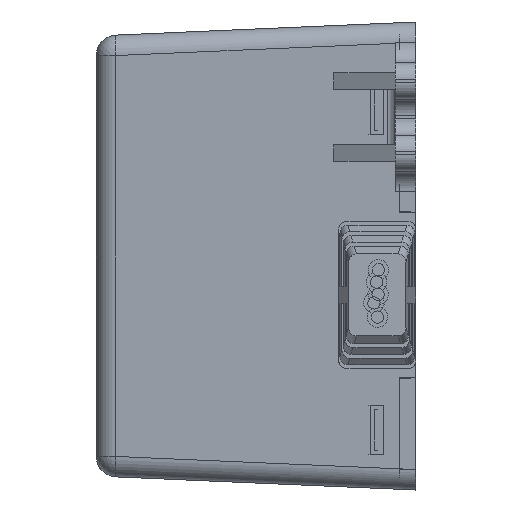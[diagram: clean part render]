
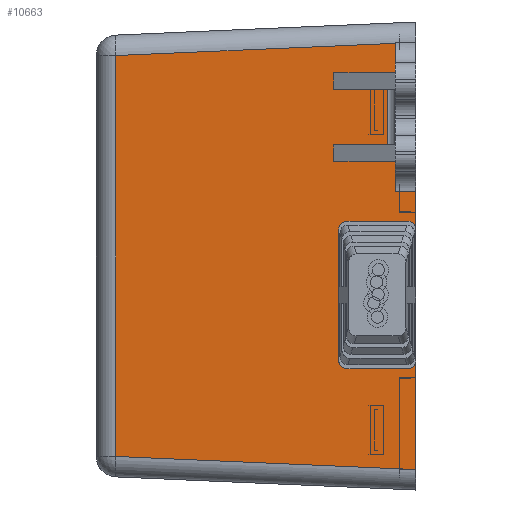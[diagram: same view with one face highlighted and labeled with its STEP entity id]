
A CAD part, left-side view. The second image highlights one B-rep face of the part: STEP entity #10663.
In plain terms, the highlighted planar face has unit normal (-0.999, 0.044, 0).
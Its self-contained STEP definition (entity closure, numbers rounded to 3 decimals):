
#1572=CARTESIAN_POINT('',(-47.303,-32.1,-26.105));
#1580=DIRECTION('',(0.,0.,1.));
#1581=VECTOR('',#1580,13.855);
#1582=CARTESIAN_POINT('',(-47.303,-32.1,-26.105));
#1583=LINE('',#1582,#1581);
#1684=DIRECTION('',(0.,0.,1.));
#1685=VECTOR('',#1684,5.153);
#1686=CARTESIAN_POINT('',(-47.303,-32.1,2.65));
#1687=LINE('',#1686,#1685);
#2063=DIRECTION('',(0.,0.,1.));
#2064=VECTOR('',#2063,6.8);
#2065=CARTESIAN_POINT('',(-47.152,-28.644,
13.503));
#2066=LINE('',#2065,#2064);
#2067=DIRECTION('',(-0.044,-0.999,0.));
#2068=VECTOR('',#2067,6.545);
#2069=CARTESIAN_POINT('',(-46.866,-22.105,
13.503));
#2070=LINE('',#2069,#2068);
#2071=DIRECTION('',(0.,0.,-1.));
#2072=VECTOR('',#2071,2.);
#2073=CARTESIAN_POINT('',(-46.866,-22.105,
13.503));
#2074=LINE('',#2073,#2072);
#2075=DIRECTION('',(-0.044,-0.999,0.));
#2076=VECTOR('',#2075,7.502);
#2077=CARTESIAN_POINT('',(-46.866,-22.105,
11.503));
#2078=LINE('',#2077,#2076);
#2079=DIRECTION('',(-0.044,-0.999,0.));
#2080=VECTOR('',#2079,2.502);
#2081=CARTESIAN_POINT('',(-47.194,-29.6,7.803));
#2082=LINE('',#2081,#2080);
#2083=DIRECTION('',(0.044,0.999,0.));
#2084=VECTOR('',#2083,8.608);
#2085=CARTESIAN_POINT('',(-47.303,-32.1,2.65));
#2086=LINE('',#2085,#2084);
#2087=DIRECTION('',(0.,0.,1.));
#2088=VECTOR('',#2087,14.9);
#2089=CARTESIAN_POINT('',(-46.927,-23.5,-12.25));
#2090=LINE('',#2089,#2088);
#2091=DIRECTION('',(0.044,0.999,0.));
#2092=VECTOR('',#2091,8.608);
#2093=CARTESIAN_POINT('',(-47.303,-32.1,-12.25));
#2094=LINE('',#2093,#2092);
#2095=DIRECTION('',(-0.044,-0.998,-0.044));
#2096=VECTOR('',#2095,36.679);
#2097=CARTESIAN_POINT('',(-45.704,4.509,
-24.507));
#2098=LINE('',#2097,#2096);
#2099=DIRECTION('',(0.,0.,1.));
#2100=VECTOR('',#2099,48.914);
#2101=CARTESIAN_POINT('',(-45.704,4.509,
-24.507));
#2102=LINE('',#2101,#2100);
#2103=DIRECTION('',(-0.044,-0.998,0.044));
#2104=VECTOR('',#2103,34.174);
#2105=CARTESIAN_POINT('',(-45.704,4.509,24.407));
#2106=LINE('',#2105,#2104);
#2107=DIRECTION('',(-0.044,-0.999,0.));
#2108=VECTOR('',#2107,7.502);
#2109=CARTESIAN_POINT('',(-46.866,-22.105,
22.303));
#2110=LINE('',#2109,#2108);
#2111=DIRECTION('',(0.,0.,1.));
#2112=VECTOR('',#2111,2.);
#2113=CARTESIAN_POINT('',(-46.866,-22.105,
20.303));
#2114=LINE('',#2113,#2112);
#2115=DIRECTION('',(-0.044,-0.999,0.));
#2116=VECTOR('',#2115,6.545);
#2117=CARTESIAN_POINT('',(-46.866,-22.105,
20.303));
#2118=LINE('',#2117,#2116);
#2244=DIRECTION('',(0.,0.,1.));
#2245=VECTOR('',#2244,3.597);
#2246=CARTESIAN_POINT('',(-47.194,-29.6,22.303));
#2247=LINE('',#2246,#2245);
#2308=DIRECTION('',(0.,0.,1.));
#2309=VECTOR('',#2308,3.7);
#2310=CARTESIAN_POINT('',(-47.194,-29.6,7.803));
#2311=LINE('',#2310,#2309);
#2603=CARTESIAN_POINT('',(-47.194,-29.6,
25.9));
#7352=CARTESIAN_POINT('',(-45.704,4.509,
-24.507));
#7353=CARTESIAN_POINT('',(-45.704,4.509,24.407));
#7354=VERTEX_POINT('',#7352);
#7355=VERTEX_POINT('',#7353);
#7358=VERTEX_POINT('',#1572);
#7398=VERTEX_POINT('',#2603);
#7405=CARTESIAN_POINT('',(-47.194,-29.6,7.803));
#7406=CARTESIAN_POINT('',(-47.303,-32.1,7.803));
#7407=VERTEX_POINT('',#7405);
#7408=VERTEX_POINT('',#7406);
#9088=CARTESIAN_POINT('',(-47.303,-32.1,-12.25));
#9090=VERTEX_POINT('',#9088);
#9092=CARTESIAN_POINT('',(-47.303,-32.1,2.65));
#9094=VERTEX_POINT('',#9092);
#9096=CARTESIAN_POINT('',(-46.927,-23.5,-12.25));
#9097=VERTEX_POINT('',#9096);
#9098=CARTESIAN_POINT('',(-46.927,-23.5,2.65));
#9099=VERTEX_POINT('',#9098);
#9104=CARTESIAN_POINT('',(-46.866,-22.105,
22.303));
#9105=CARTESIAN_POINT('',(-47.194,-29.6,22.303));
#9106=VERTEX_POINT('',#9104);
#9107=VERTEX_POINT('',#9105);
#9108=CARTESIAN_POINT('',(-46.866,-22.105,
20.303));
#9109=VERTEX_POINT('',#9108);
#9114=CARTESIAN_POINT('',(-46.866,-22.105,
13.503));
#9116=VERTEX_POINT('',#9114);
#9118=CARTESIAN_POINT('',(-46.866,-22.105,
11.503));
#9120=VERTEX_POINT('',#9118);
#9122=CARTESIAN_POINT('',(-47.194,-29.6,11.503));
#9123=VERTEX_POINT('',#9122);
#9152=CARTESIAN_POINT('',(-47.152,-28.644,
20.303));
#9154=VERTEX_POINT('',#9152);
#9158=CARTESIAN_POINT('',(-47.152,-28.644,
13.503));
#9159=VERTEX_POINT('',#9158);
#10623=CARTESIAN_POINT('',(-45.6,6.9,-29.456));
#10624=DIRECTION('',(-0.999,0.044,0.));
#10625=DIRECTION('',(0.,0.,1.));
#10626=AXIS2_PLACEMENT_3D('',#10623,#10624,#10625);
#10627=PLANE('',#10626);
#10629=ORIENTED_EDGE('',*,*,#10628,.F.);
#10631=ORIENTED_EDGE('',*,*,#10630,.F.);
#10633=ORIENTED_EDGE('',*,*,#10632,.T.);
#10635=ORIENTED_EDGE('',*,*,#10634,.T.);
#10637=ORIENTED_EDGE('',*,*,#10636,.F.);
#10639=ORIENTED_EDGE('',*,*,#10638,.T.);
#10640=ORIENTED_EDGE('',*,*,#10086,.F.);
#10642=ORIENTED_EDGE('',*,*,#10641,.T.);
#10644=ORIENTED_EDGE('',*,*,#10643,.F.);
#10645=ORIENTED_EDGE('',*,*,#10615,.F.);
#10646=ORIENTED_EDGE('',*,*,#10034,.F.);
#10648=ORIENTED_EDGE('',*,*,#10647,.F.);
#10650=ORIENTED_EDGE('',*,*,#10649,.T.);
#10652=ORIENTED_EDGE('',*,*,#10651,.T.);
#10654=ORIENTED_EDGE('',*,*,#10653,.F.);
#10656=ORIENTED_EDGE('',*,*,#10655,.F.);
#10658=ORIENTED_EDGE('',*,*,#10657,.F.);
#10660=ORIENTED_EDGE('',*,*,#10659,.T.);
#10661=EDGE_LOOP('',(#10629,#10631,#10633,#10635,#10637,#10639,#10640,#10642,
#10644,#10645,#10646,#10648,#10650,#10652,#10654,#10656,#10658,#10660));
#10662=FACE_OUTER_BOUND('',#10661,.F.);
#10663=ADVANCED_FACE('',(#10662),#10627,.T.);
#10034=EDGE_CURVE('',#7358,#9090,#1583,.T.);
#10086=EDGE_CURVE('',#9094,#7408,#1687,.T.);
#10615=EDGE_CURVE('',#9090,#9097,#2094,.T.);
#10628=EDGE_CURVE('',#9159,#9154,#2066,.T.);
#10630=EDGE_CURVE('',#9116,#9159,#2070,.T.);
#10632=EDGE_CURVE('',#9116,#9120,#2074,.T.);
#10634=EDGE_CURVE('',#9120,#9123,#2078,.T.);
#10636=EDGE_CURVE('',#7407,#9123,#2311,.T.);
#10638=EDGE_CURVE('',#7407,#7408,#2082,.T.);
#10641=EDGE_CURVE('',#9094,#9099,#2086,.T.);
#10643=EDGE_CURVE('',#9097,#9099,#2090,.T.);
#10647=EDGE_CURVE('',#7354,#7358,#2098,.T.);
#10649=EDGE_CURVE('',#7354,#7355,#2102,.T.);
#10651=EDGE_CURVE('',#7355,#7398,#2106,.T.);
#10653=EDGE_CURVE('',#9107,#7398,#2247,.T.);
#10655=EDGE_CURVE('',#9106,#9107,#2110,.T.);
#10657=EDGE_CURVE('',#9109,#9106,#2114,.T.);
#10659=EDGE_CURVE('',#9109,#9154,#2118,.T.);
